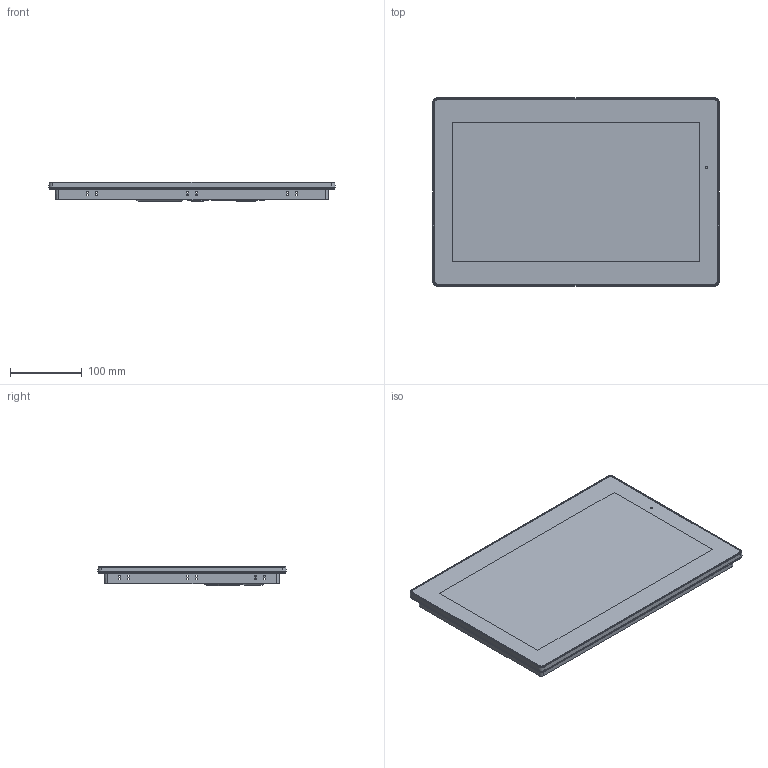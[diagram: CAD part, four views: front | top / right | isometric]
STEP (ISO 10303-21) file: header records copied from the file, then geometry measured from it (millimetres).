
FILE_DESCRIPTION (( 'STEP AP214' ), '1' );
FILE_NAME ('cMT3162X_231017.STEP', '2023-10-17T05:57:51', ( '' ), ( '' ), 'SwSTEP 2.0', 'SolidWorks 2019', '' );
FILE_SCHEMA (( 'AUTOMOTIVE_DESIGN' ));
Length unit declared in the file: millimetre
Products named in the file (1): cMT3162X_231017
Bounding box: 400 x 263 x 27.6 mm (x, y, z)
Surface area: 296337.9 mm2 (no closed solid volume)
Topology: 0 solids, 82 shells, 1134 faces, 5393 edges, 4332 vertices
Faces by surface type: plane 547, cylinder 355, cone 112, bspline 62, torus 56, sphere 2
Entity records: 73952 total; most frequent: CARTESIAN_POINT 20127, DIRECTION 7992, ORIENTED_EDGE 7563, EDGE_CURVE 5379, VERTEX_POINT 4332, VECTOR 3362, LINE 3362, AXIS2_PLACEMENT_3D 2315
